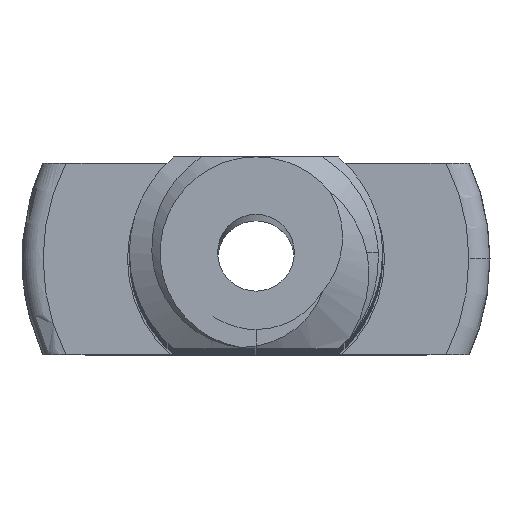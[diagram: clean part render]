
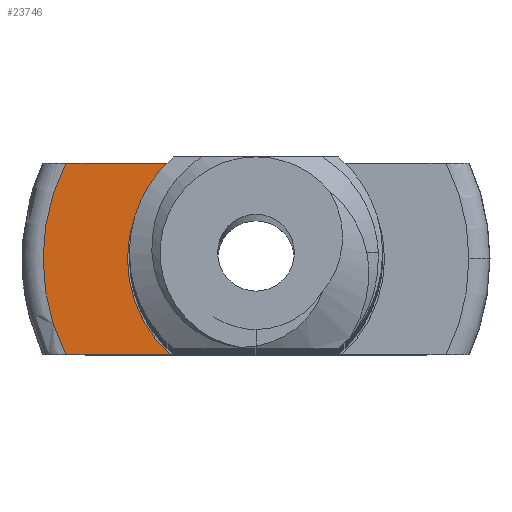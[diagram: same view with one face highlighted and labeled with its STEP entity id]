
A CAD part, top view. The second image highlights one B-rep face of the part: STEP entity #23746.
In plain terms, the highlighted planar face has unit normal (0, 0, 1).
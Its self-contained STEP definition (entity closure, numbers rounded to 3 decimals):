
#5219 = PLANE('',#5220);
#5220 = AXIS2_PLACEMENT_3D('',#5221,#5222,#5223);
#5221 = CARTESIAN_POINT('',(12.5,-2.5,103.676));
#5222 = DIRECTION('',(0.,1.,0.));
#5223 = DIRECTION('',(-1.,0.,0.));
#6008 = PLANE('',#6009);
#6009 = AXIS2_PLACEMENT_3D('',#6010,#6011,#6012);
#6010 = CARTESIAN_POINT('',(-12.5,2.5,103.676));
#6011 = DIRECTION('',(0.,-1.,0.));
#6012 = DIRECTION('',(1.,0.,0.));
#8432 = VERTEX_POINT('',#8433);
#8433 = CARTESIAN_POINT('',(-4.955,-2.5,0.));
#8485 = TOROIDAL_SURFACE('',#8486,5.55,0.55);
#8486 = AXIS2_PLACEMENT_3D('',#8487,#8488,#8489);
#8487 = CARTESIAN_POINT('',(0.,0.,-0.55)
  );
#8488 = DIRECTION('',(0.,0.,1.));
#8489 = DIRECTION('',(1.,0.,0.));
#8516 = EDGE_CURVE('',#8517,#8432,#8519,.T.);
#8517 = VERTEX_POINT('',#8518);
#8518 = CARTESIAN_POINT('',(-2.23,-2.5,0.));
#8519 = SURFACE_CURVE('',#8520,(#8524,#8531),.PCURVE_S1.);
#8520 = LINE('',#8521,#8522);
#8521 = CARTESIAN_POINT('',(6.25,-2.5,0.));
#8522 = VECTOR('',#8523,1.);
#8523 = DIRECTION('',(-1.,0.,0.));
#8524 = PCURVE('',#5219,#8525);
#8525 = DEFINITIONAL_REPRESENTATION('',(#8526),#8530);
#8526 = LINE('',#8527,#8528);
#8527 = CARTESIAN_POINT('',(6.25,-103.676));
#8528 = VECTOR('',#8529,1.);
#8529 = DIRECTION('',(1.,0.));
#8530 = ( GEOMETRIC_REPRESENTATION_CONTEXT(2) 
PARAMETRIC_REPRESENTATION_CONTEXT() REPRESENTATION_CONTEXT('2D SPACE',''
  ) );
#8531 = PCURVE('',#8532,#8537);
#8532 = PLANE('',#8533);
#8533 = AXIS2_PLACEMENT_3D('',#8534,#8535,#8536);
#8534 = CARTESIAN_POINT('',(0.,0.,
    0.));
#8535 = DIRECTION('',(0.,0.,-1.));
#8536 = DIRECTION('',(1.,0.,0.));
#8537 = DEFINITIONAL_REPRESENTATION('',(#8538),#8542);
#8538 = LINE('',#8539,#8540);
#8539 = CARTESIAN_POINT('',(6.25,2.5));
#8540 = VECTOR('',#8541,1.);
#8541 = DIRECTION('',(-1.,0.));
#8542 = ( GEOMETRIC_REPRESENTATION_CONTEXT(2) 
PARAMETRIC_REPRESENTATION_CONTEXT() REPRESENTATION_CONTEXT('2D SPACE',''
  ) );
#8558 = CYLINDRICAL_SURFACE('',#8559,3.35);
#8559 = AXIS2_PLACEMENT_3D('',#8560,#8561,#8562);
#8560 = CARTESIAN_POINT('',(0.,0.,1.8)
  );
#8561 = DIRECTION('',(0.,0.,-1.));
#8562 = DIRECTION('',(1.,0.,0.));
#21523 = VERTEX_POINT('',#21524);
#21524 = CARTESIAN_POINT('',(-2.23,2.5,0.));
#21545 = EDGE_CURVE('',#21546,#21523,#21548,.T.);
#21546 = VERTEX_POINT('',#21547);
#21547 = CARTESIAN_POINT('',(-4.955,2.5,0.));
#21548 = SURFACE_CURVE('',#21549,(#21553,#21560),.PCURVE_S1.);
#21549 = LINE('',#21550,#21551);
#21550 = CARTESIAN_POINT('',(-6.25,2.5,0.));
#21551 = VECTOR('',#21552,1.);
#21552 = DIRECTION('',(1.,0.,0.));
#21553 = PCURVE('',#6008,#21554);
#21554 = DEFINITIONAL_REPRESENTATION('',(#21555),#21559);
#21555 = LINE('',#21556,#21557);
#21556 = CARTESIAN_POINT('',(6.25,-103.676));
#21557 = VECTOR('',#21558,1.);
#21558 = DIRECTION('',(1.,0.));
#21559 = ( GEOMETRIC_REPRESENTATION_CONTEXT(2) 
PARAMETRIC_REPRESENTATION_CONTEXT() REPRESENTATION_CONTEXT('2D SPACE',''
  ) );
#21560 = PCURVE('',#8532,#21561);
#21561 = DEFINITIONAL_REPRESENTATION('',(#21562),#21566);
#21562 = LINE('',#21563,#21564);
#21563 = CARTESIAN_POINT('',(-6.25,-2.5));
#21564 = VECTOR('',#21565,1.);
#21565 = DIRECTION('',(1.,0.));
#21566 = ( GEOMETRIC_REPRESENTATION_CONTEXT(2) 
PARAMETRIC_REPRESENTATION_CONTEXT() REPRESENTATION_CONTEXT('2D SPACE',''
  ) );
#23278 = EDGE_CURVE('',#8517,#21523,#23279,.T.);
#23279 = SURFACE_CURVE('',#23280,(#23285,#23292),.PCURVE_S1.);
#23280 = CIRCLE('',#23281,3.35);
#23281 = AXIS2_PLACEMENT_3D('',#23282,#23283,#23284);
#23282 = CARTESIAN_POINT('',(0.,0.,
    0.));
#23283 = DIRECTION('',(0.,0.,-1.));
#23284 = DIRECTION('',(1.,0.,0.));
#23285 = PCURVE('',#8558,#23286);
#23286 = DEFINITIONAL_REPRESENTATION('',(#23287),#23291);
#23287 = LINE('',#23288,#23289);
#23288 = CARTESIAN_POINT('',(0.,1.8));
#23289 = VECTOR('',#23290,1.);
#23290 = DIRECTION('',(1.,0.));
#23291 = ( GEOMETRIC_REPRESENTATION_CONTEXT(2) 
PARAMETRIC_REPRESENTATION_CONTEXT() REPRESENTATION_CONTEXT('2D SPACE',''
  ) );
#23292 = PCURVE('',#8532,#23293);
#23293 = DEFINITIONAL_REPRESENTATION('',(#23294),#23298);
#23294 = CIRCLE('',#23295,3.35);
#23295 = AXIS2_PLACEMENT_2D('',#23296,#23297);
#23296 = CARTESIAN_POINT('',(0.,0.));
#23297 = DIRECTION('',(1.,0.));
#23298 = ( GEOMETRIC_REPRESENTATION_CONTEXT(2) 
PARAMETRIC_REPRESENTATION_CONTEXT() REPRESENTATION_CONTEXT('2D SPACE',''
  ) );
#23746 = ADVANCED_FACE('',(#23747),#8532,.F.);
#23747 = FACE_BOUND('',#23748,.T.);
#23748 = EDGE_LOOP('',(#23749,#23750,#23751,#23752));
#23749 = ORIENTED_EDGE('',*,*,#8516,.F.);
#23750 = ORIENTED_EDGE('',*,*,#23278,.T.);
#23751 = ORIENTED_EDGE('',*,*,#21545,.F.);
#23752 = ORIENTED_EDGE('',*,*,#23753,.F.);
#23753 = EDGE_CURVE('',#8432,#21546,#23754,.T.);
#23754 = SURFACE_CURVE('',#23755,(#23760,#23767),.PCURVE_S1.);
#23755 = CIRCLE('',#23756,5.55);
#23756 = AXIS2_PLACEMENT_3D('',#23757,#23758,#23759);
#23757 = CARTESIAN_POINT('',(0.,0.,
    0.));
#23758 = DIRECTION('',(0.,0.,-1.));
#23759 = DIRECTION('',(1.,0.,0.));
#23760 = PCURVE('',#8532,#23761);
#23761 = DEFINITIONAL_REPRESENTATION('',(#23762),#23766);
#23762 = CIRCLE('',#23763,5.55);
#23763 = AXIS2_PLACEMENT_2D('',#23764,#23765);
#23764 = CARTESIAN_POINT('',(0.,0.));
#23765 = DIRECTION('',(1.,0.));
#23766 = ( GEOMETRIC_REPRESENTATION_CONTEXT(2) 
PARAMETRIC_REPRESENTATION_CONTEXT() REPRESENTATION_CONTEXT('2D SPACE',''
  ) );
#23767 = PCURVE('',#8485,#23768);
#23768 = DEFINITIONAL_REPRESENTATION('',(#23769),#23773);
#23769 = LINE('',#23770,#23771);
#23770 = CARTESIAN_POINT('',(0.,7.854));
#23771 = VECTOR('',#23772,1.);
#23772 = DIRECTION('',(-1.,0.));
#23773 = ( GEOMETRIC_REPRESENTATION_CONTEXT(2) 
PARAMETRIC_REPRESENTATION_CONTEXT() REPRESENTATION_CONTEXT('2D SPACE',''
  ) );
